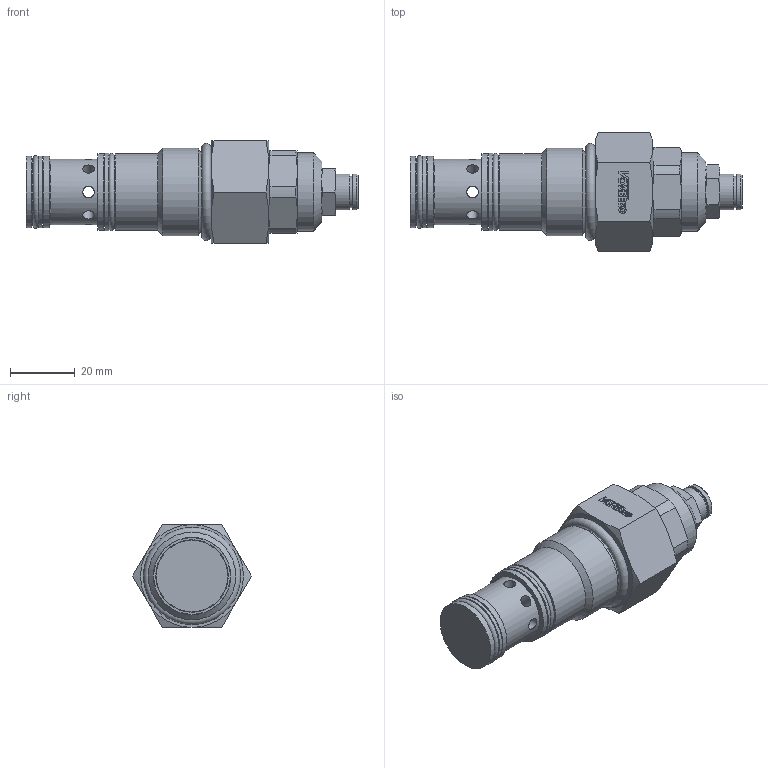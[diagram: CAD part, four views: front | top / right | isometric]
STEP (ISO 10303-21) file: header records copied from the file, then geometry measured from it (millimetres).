
FILE_DESCRIPTION((''),'2;1');
FILE_NAME('5012.stp','2015-01-08T09:30:52',('jml'),(''),'Autodesk Inventor 2010','Autodesk Inventor 2010','');
FILE_SCHEMA(('AUTOMOTIVE_DESIGN { 1 0 10303 214 1 1 1 1 }'));
Length unit declared in the file: inch
Products named in the file (12): 5012; 221744; 221431; 221432; 018 O-RING; 018 BACKUP; 019 O-RING; 019 BACKUP; 910 O-RING; 912 O-RING; 014 O-RING; 990239
Assembly tree (11 placements, depth 2):
  5012
    221744
    221431
    221432
    018 O-RING
    018 BACKUP
    019 O-RING
    019 BACKUP
    910 O-RING
    912 O-RING
    014 O-RING
    990239
Bounding box: 102.48 x 36.66 x 31.75 mm (x, y, z)
Volume: 44399.2 mm3; surface area: 20318.2 mm2
Topology: 11 solids, 11 shells, 254 faces, 610 edges, 391 vertices
Faces by surface type: plane 136, cylinder 60, cone 52, torus 6
Full cylindrical faces by diameter (mm): 1.218 x1, 1.981 x1, 3.581 x8, 3.962 x1, 6.553 x1, 8.509 x1, 9.652 x1, 11.1 x4, 13.462 x1, 16.18 x2, 16.256 x1, 18.415 x1, 19.558 x1, 19.685 x2, 20.269 x1, 20.32 x1, 21.158 x1, 21.26 x1, 22.098 x2, 22.225 x2, 23.698 x2, 23.8 x1, 24.054 x1, 24.13 x1, 26.988 x1
Entity records: 7704 total; most frequent: CARTESIAN_POINT 1654, DIRECTION 1171, ORIENTED_EDGE 1072, EDGE_CURVE 536, AXIS2_PLACEMENT_3D 451, VERTEX_POINT 376, EDGE_LOOP 358, VECTOR 269
